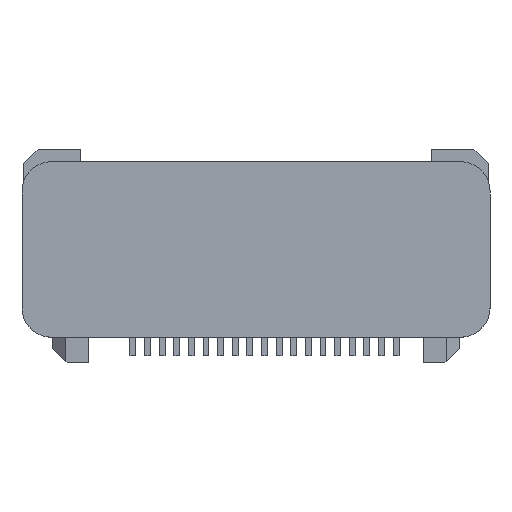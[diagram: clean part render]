
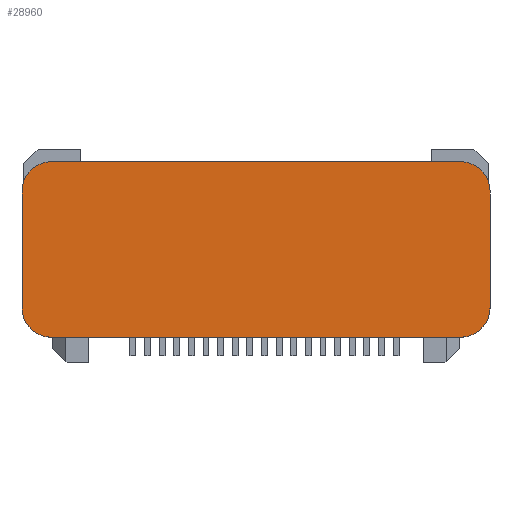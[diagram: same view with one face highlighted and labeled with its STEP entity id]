
A CAD part, top view. The second image highlights one B-rep face of the part: STEP entity #28960.
In plain terms, the highlighted planar face has unit normal (0, 0, 1).
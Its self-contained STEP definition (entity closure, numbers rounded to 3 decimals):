
#26390=CARTESIAN_POINT('',(-7.,-5.675,1.));
#26400=VERTEX_POINT('',#26390);
#26430=CARTESIAN_POINT('',(-7.,-5.675,1.));
#26440=DIRECTION('',(1.,0.,0.));
#26450=VECTOR('',#26440,14.);
#26460=LINE('',#26430,#26450);
#26470=CARTESIAN_POINT('',(7.,-5.675,1.));
#26480=VERTEX_POINT('',#26470);
#26490=EDGE_CURVE('',#26400,#26480,#26460,.T.);
#26770=CARTESIAN_POINT('',(-8.,-4.675,1.));
#26780=VERTEX_POINT('',#26770);
#26810=CARTESIAN_POINT('',(-7.,-4.675,1.));
#26820=DIRECTION('',(0.,0.,-1.));
#26830=DIRECTION('',(0.,-1.,0.));
#26840=AXIS2_PLACEMENT_3D('',#26810,#26820,#26830);
#26850=CIRCLE('',#26840,1.);
#26860=EDGE_CURVE('',#26400,#26780,#26850,.T.);
#27090=CARTESIAN_POINT('',(-8.,-0.675,1.));
#27100=VERTEX_POINT('',#27090);
#27130=CARTESIAN_POINT('',(-8.,-0.675,1.));
#27140=DIRECTION('',(0.,-1.,0.));
#27150=VECTOR('',#27140,4.);
#27160=LINE('',#27130,#27150);
#27170=EDGE_CURVE('',#27100,#26780,#27160,.T.);
#27400=CARTESIAN_POINT('',(-7.,0.325,1.));
#27410=VERTEX_POINT('',#27400);
#27440=CARTESIAN_POINT('',(-7.,-0.675,1.));
#27450=DIRECTION('',(0.,0.,-1.));
#27460=DIRECTION('',(-1.,0.,0.));
#27470=AXIS2_PLACEMENT_3D('',#27440,#27450,#27460);
#27480=CIRCLE('',#27470,1.);
#27490=EDGE_CURVE('',#27100,#27410,#27480,.T.);
#27720=CARTESIAN_POINT('',(7.,0.325,1.));
#27730=VERTEX_POINT('',#27720);
#27760=CARTESIAN_POINT('',(7.,0.325,1.));
#27770=DIRECTION('',(-1.,0.,0.));
#27780=VECTOR('',#27770,14.);
#27790=LINE('',#27760,#27780);
#27800=EDGE_CURVE('',#27730,#27410,#27790,.T.);
#28030=CARTESIAN_POINT('',(8.,-0.675,1.));
#28040=VERTEX_POINT('',#28030);
#28070=CARTESIAN_POINT('',(7.,-0.675,1.));
#28080=DIRECTION('',(0.,0.,-1.));
#28090=DIRECTION('',(0.,1.,0.));
#28100=AXIS2_PLACEMENT_3D('',#28070,#28080,#28090);
#28110=CIRCLE('',#28100,1.);
#28120=EDGE_CURVE('',#27730,#28040,#28110,.T.);
#28350=CARTESIAN_POINT('',(8.,-4.675,1.));
#28360=VERTEX_POINT('',#28350);
#28390=CARTESIAN_POINT('',(8.,-4.675,1.));
#28400=DIRECTION('',(0.,1.,0.));
#28410=VECTOR('',#28400,4.);
#28420=LINE('',#28390,#28410);
#28430=EDGE_CURVE('',#28360,#28040,#28420,.T.);
#28630=CARTESIAN_POINT('',(7.,-4.675,1.));
#28640=DIRECTION('',(0.,0.,-1.));
#28650=DIRECTION('',(1.,0.,0.));
#28660=AXIS2_PLACEMENT_3D('',#28630,#28640,#28650);
#28670=CIRCLE('',#28660,1.);
#28680=EDGE_CURVE('',#28360,#26480,#28670,.T.);
#28810=CARTESIAN_POINT('',(0.,-2.675,1.));
#28820=DIRECTION('',(0.,0.,1.));
#28830=DIRECTION('',(-1.,0.,0.));
#28840=AXIS2_PLACEMENT_3D('',#28810,#28820,#28830);
#28850=PLANE('',#28840);
#28860=ORIENTED_EDGE('',*,*,#28680,.F.);
#28870=ORIENTED_EDGE('',*,*,#26490,.T.);
#28880=ORIENTED_EDGE('',*,*,#26860,.F.);
#28890=ORIENTED_EDGE('',*,*,#27170,.T.);
#28900=ORIENTED_EDGE('',*,*,#27490,.F.);
#28910=ORIENTED_EDGE('',*,*,#27800,.T.);
#28920=ORIENTED_EDGE('',*,*,#28120,.F.);
#28930=ORIENTED_EDGE('',*,*,#28430,.T.);
#28940=EDGE_LOOP('',(#28930,#28920,#28910,#28900,#28890,#28880,#28870,
#28860));
#28950=FACE_OUTER_BOUND('',#28940,.T.);
#28960=ADVANCED_FACE('',(#28950),#28850,.T.);
